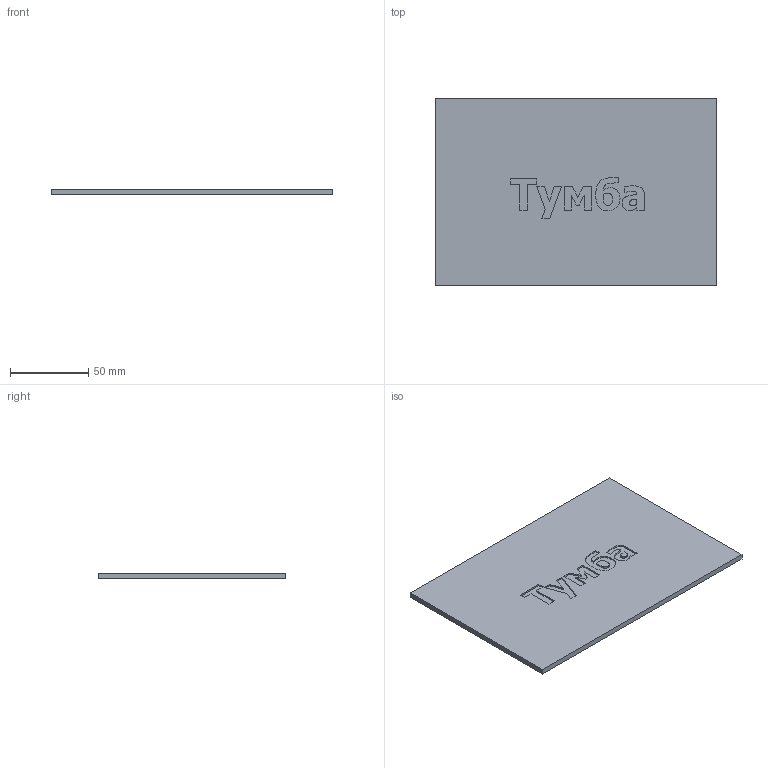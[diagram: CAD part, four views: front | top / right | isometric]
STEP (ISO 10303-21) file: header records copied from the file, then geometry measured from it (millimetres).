
FILE_DESCRIPTION(/* description */ (''),/* implementation_level */ '2;1');
FILE_NAME(/* name */ '',/* time_stamp */ '2025-01-09T16:58:04+03:00',/* author */ ('Phantom'),/* organization */ (''),/* preprocessor_version */ 'ST-DEVELOPER v20',/* originating_system */ 'Autodesk Inventor 2025',/* authorisation */ '');
FILE_SCHEMA (('AUTOMOTIVE_DESIGN { 1 0 10303 214 3 1 1 }'));
Length unit declared in the file: millimetre
Products named in the file (1): тумба
Bounding box: 180 x 120 x 3.5 mm (x, y, z)
Volume: 74742 mm3; surface area: 45741.1 mm2
Topology: 1 solids, 1 shells, 83 faces, 222 edges, 148 vertices
Faces by surface type: plane 50, bspline 33
Entity records: 2777 total; most frequent: CARTESIAN_POINT 883, ORIENTED_EDGE 444, DIRECTION 258, EDGE_CURVE 222, LINE 156, VECTOR 156, VERTEX_POINT 148, EDGE_LOOP 90
